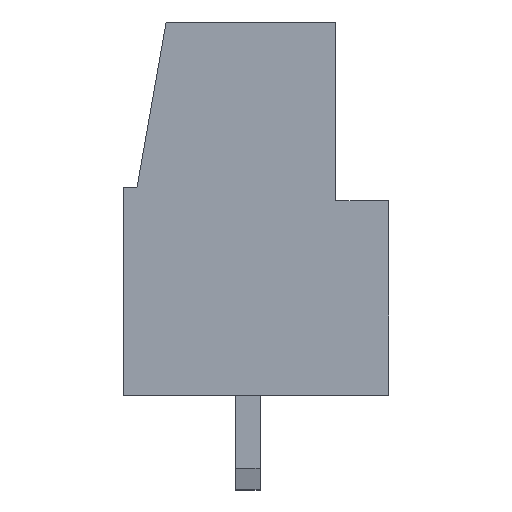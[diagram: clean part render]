
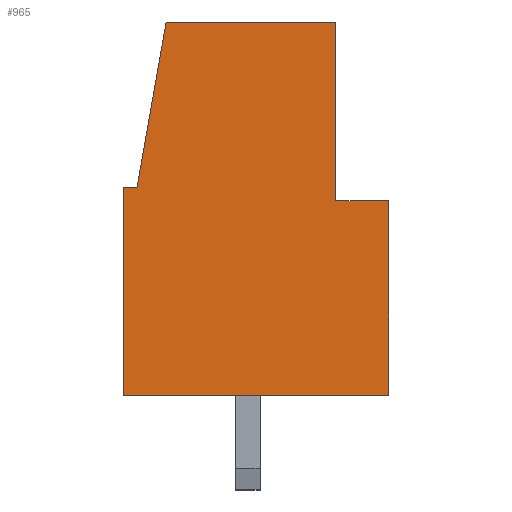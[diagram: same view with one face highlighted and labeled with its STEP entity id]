
A CAD part, left-side view. The second image highlights one B-rep face of the part: STEP entity #965.
In plain terms, the highlighted planar face has unit normal (-1, 0, 0).
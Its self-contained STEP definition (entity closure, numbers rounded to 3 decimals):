
#965 = ADVANCED_FACE( '', ( #1944 ), #1945, .T. );
#1944 = FACE_OUTER_BOUND( '', #2924, .T. );
#1945 = PLANE( '', #2925 );
#2924 = EDGE_LOOP( '', ( #5619, #5620, #5621, #5622, #5623, #5624, #5625, #5626 ) );
#2925 = AXIS2_PLACEMENT_3D( '', #5627, #5628, #5629 );
#5619 = ORIENTED_EDGE( '', *, *, #6618, .T. );
#5620 = ORIENTED_EDGE( '', *, *, #6947, .F. );
#5621 = ORIENTED_EDGE( '', *, *, #5870, .T. );
#5622 = ORIENTED_EDGE( '', *, *, #6463, .F. );
#5623 = ORIENTED_EDGE( '', *, *, #6576, .F. );
#5624 = ORIENTED_EDGE( '', *, *, #6310, .T. );
#5625 = ORIENTED_EDGE( '', *, *, #6708, .F. );
#5626 = ORIENTED_EDGE( '', *, *, #5969, .F. );
#5627 = CARTESIAN_POINT( '', ( -2.54, 0., 0. ) );
#5628 = DIRECTION( '', ( -1., 0., 0. ) );
#5629 = DIRECTION( '', ( 0., 0., 1. ) );
#5870 = EDGE_CURVE( '', #6991, #6989, #6992, .T. );
#5969 = EDGE_CURVE( '', #7165, #7167, #7168, .T. );
#6310 = EDGE_CURVE( '', #7745, #7746, #7747, .T. );
#6463 = EDGE_CURVE( '', #7989, #6989, #7991, .T. );
#6576 = EDGE_CURVE( '', #7745, #7989, #8144, .T. );
#6618 = EDGE_CURVE( '', #7165, #8197, #8199, .T. );
#6708 = EDGE_CURVE( '', #7167, #7746, #8312, .T. );
#6947 = EDGE_CURVE( '', #6991, #8197, #8587, .T. );
#6989 = VERTEX_POINT( '', #8634 );
#6991 = VERTEX_POINT( '', #8637 );
#6992 = LINE( '', #8638, #8639 );
#7165 = VERTEX_POINT( '', #8888 );
#7167 = VERTEX_POINT( '', #8891 );
#7168 = LINE( '', #8892, #8893 );
#7745 = VERTEX_POINT( '', #9729 );
#7746 = VERTEX_POINT( '', #9730 );
#7747 = LINE( '', #9731, #9732 );
#7989 = VERTEX_POINT( '', #10092 );
#7991 = LINE( '', #10095, #10096 );
#8144 = LINE( '', #10327, #10328 );
#8197 = VERTEX_POINT( '', #10406 );
#8199 = LINE( '', #10409, #10410 );
#8312 = LINE( '', #10576, #10577 );
#8587 = LINE( '', #10981, #10982 );
#8634 = CARTESIAN_POINT( '', ( -2.54, -7.85, 7.2 ) );
#8637 = CARTESIAN_POINT( '', ( -2.54, -9.8, 7.2 ) );
#8638 = CARTESIAN_POINT( '', ( -2.54, -9.8, 7.2 ) );
#8639 = VECTOR( '', #11018, 1000. );
#8888 = CARTESIAN_POINT( '', ( -2.54, 0., 0. ) );
#8891 = CARTESIAN_POINT( '', ( -2.54, 0., 7.7 ) );
#8892 = CARTESIAN_POINT( '', ( -2.54, 0., 0. ) );
#8893 = VECTOR( '', #11102, 1000. );
#9729 = CARTESIAN_POINT( '', ( -2.54, -1.576, 13.8 ) );
#9730 = CARTESIAN_POINT( '', ( -2.54, -0.5, 7.7 ) );
#9731 = CARTESIAN_POINT( '', ( -2.54, -1.576, 13.8 ) );
#9732 = VECTOR( '', #11413, 1000. );
#10092 = CARTESIAN_POINT( '', ( -2.54, -7.85, 13.8 ) );
#10095 = CARTESIAN_POINT( '', ( -2.54, -7.85, 13.8 ) );
#10096 = VECTOR( '', #11548, 1000. );
#10327 = CARTESIAN_POINT( '', ( -2.54, -1.576, 13.8 ) );
#10328 = VECTOR( '', #11639, 1000. );
#10406 = CARTESIAN_POINT( '', ( -2.54, -9.8, 0. ) );
#10409 = CARTESIAN_POINT( '', ( -2.54, 0., 0. ) );
#10410 = VECTOR( '', #11672, 1000. );
#10576 = CARTESIAN_POINT( '', ( -2.54, 0., 7.7 ) );
#10577 = VECTOR( '', #11747, 1000. );
#10981 = CARTESIAN_POINT( '', ( -2.54, -9.8, 7.2 ) );
#10982 = VECTOR( '', #11904, 1000. );
#11018 = DIRECTION( '', ( 0., 1., 0. ) );
#11102 = DIRECTION( '', ( 0., 0., 1. ) );
#11413 = DIRECTION( '', ( 0., 0.174, -0.985 ) );
#11548 = DIRECTION( '', ( 0., 0., -1. ) );
#11639 = DIRECTION( '', ( 0., -1., 0. ) );
#11672 = DIRECTION( '', ( 0., -1., 0. ) );
#11747 = DIRECTION( '', ( 0., -1., 0. ) );
#11904 = DIRECTION( '', ( 0., 0., -1. ) );
